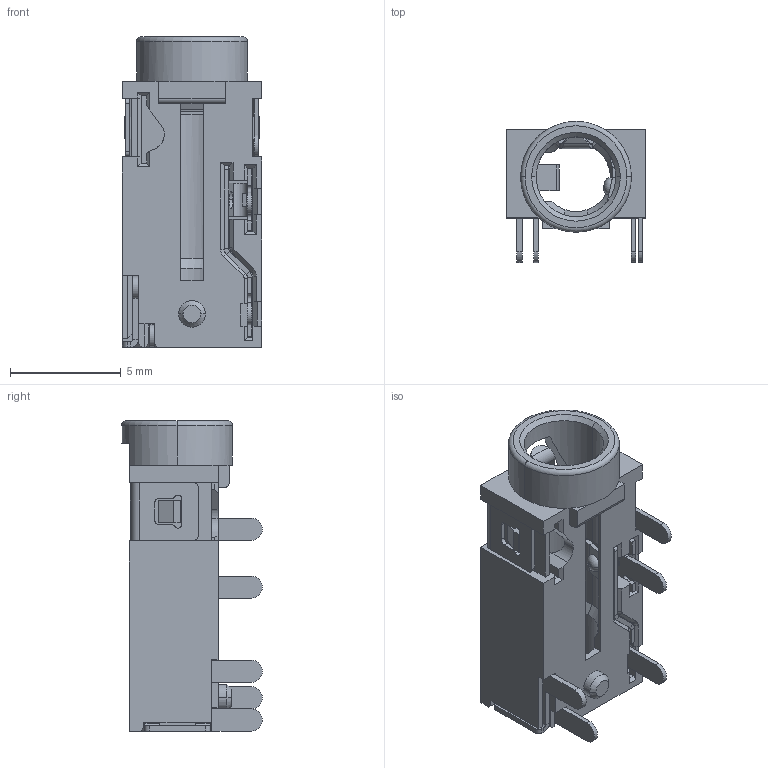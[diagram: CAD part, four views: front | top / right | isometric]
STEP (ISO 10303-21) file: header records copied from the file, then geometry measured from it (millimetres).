
FILE_DESCRIPTION (( 'STEP AP203' ), '1' );
FILE_NAME ('54-00299.STEP', '2022-02-15T23:26:48', ( '' ), ( '' ), 'SwSTEP 2.0', 'SolidWorks 2021', '' );
FILE_SCHEMA (( 'CONFIG_CONTROL_DESIGN' ));
Length unit declared in the file: millimetre
Products named in the file (1): 54-00299
Bounding box: 6.3 x 6.35 x 14 mm (x, y, z)
Volume: 172.1 mm3; surface area: 768.4 mm2
Topology: 6 solids, 6 shells, 553 faces, 1465 edges, 920 vertices
Faces by surface type: plane 384, cylinder 127, torus 18, bspline 13, cone 11
Entity records: 17117 total; most frequent: CARTESIAN_POINT 3262, ORIENTED_EDGE 2930, DIRECTION 2796, EDGE_CURVE 1465, LINE 1084, VECTOR 1084, VERTEX_POINT 920, AXIS2_PLACEMENT_3D 856
